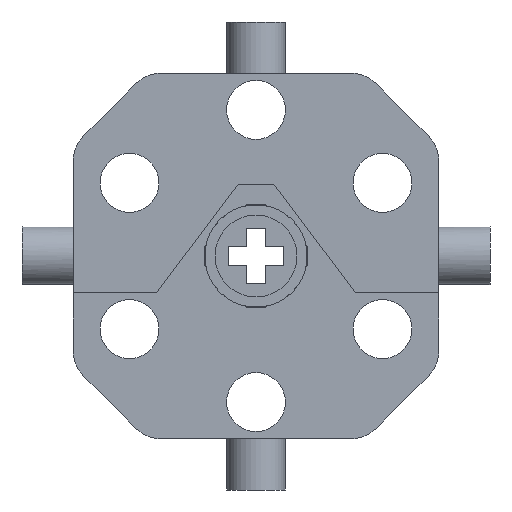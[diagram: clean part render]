
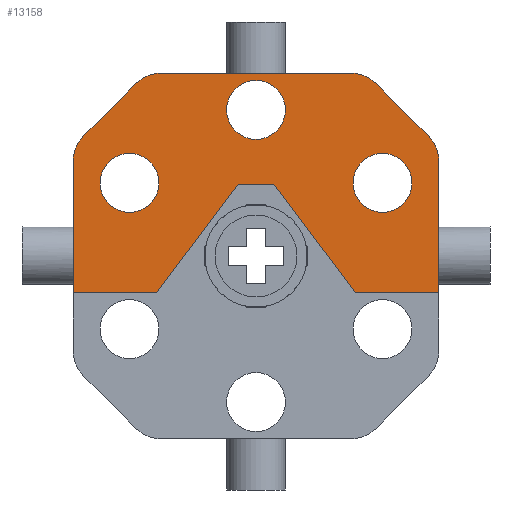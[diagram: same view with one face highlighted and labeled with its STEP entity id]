
A CAD part, front view. The second image highlights one B-rep face of the part: STEP entity #13158.
In plain terms, the highlighted planar face has unit normal (0, -1, 0).
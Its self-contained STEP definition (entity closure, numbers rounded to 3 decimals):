
#229=FACE_BOUND('',#1954,.T.);
#230=FACE_BOUND('',#1955,.T.);
#231=FACE_BOUND('',#1956,.T.);
#388=PLANE('',#13986);
#1224=FACE_OUTER_BOUND('',#1953,.T.);
#1953=EDGE_LOOP('',(#11510,#11511,#11512,#11513,#11514,#11515,#11516,#11517,
#11518,#11519,#11520,#11521,#11522,#11523));
#1954=EDGE_LOOP('',(#11524));
#1955=EDGE_LOOP('',(#11525));
#1956=EDGE_LOOP('',(#11526));
#2225=CIRCLE('',#13850,4.025);
#2227=CIRCLE('',#13854,4.025);
#2229=CIRCLE('',#13858,4.025);
#2233=CIRCLE('',#13940,5.);
#2234=CIRCLE('',#13987,5.);
#2235=CIRCLE('',#13988,5.);
#2236=CIRCLE('',#13989,5.);
#3539=LINE('',#34997,#4482);
#3638=LINE('',#35195,#4581);
#3641=LINE('',#35199,#4584);
#3643=LINE('',#35203,#4586);
#3644=LINE('',#35206,#4587);
#3646=LINE('',#35210,#4589);
#3648=LINE('',#35214,#4591);
#3649=LINE('',#35218,#4592);
#3650=LINE('',#35221,#4593);
#3651=LINE('',#35223,#4594);
#4482=VECTOR('',#15975,10.);
#4581=VECTOR('',#16140,10.);
#4584=VECTOR('',#16145,10.);
#4586=VECTOR('',#16149,10.);
#4587=VECTOR('',#16152,10.);
#4589=VECTOR('',#16156,10.);
#4591=VECTOR('',#16160,10.);
#4592=VECTOR('',#16163,10.);
#4593=VECTOR('',#16166,10.);
#4594=VECTOR('',#16167,10.);
#5797=VERTEX_POINT('',#32074);
#5799=VERTEX_POINT('',#32082);
#5801=VERTEX_POINT('',#32090);
#5913=VERTEX_POINT('',#34957);
#5914=VERTEX_POINT('',#34959);
#5923=VERTEX_POINT('',#34995);
#5924=VERTEX_POINT('',#34996);
#5989=VERTEX_POINT('',#35193);
#5990=VERTEX_POINT('',#35194);
#5991=VERTEX_POINT('',#35201);
#5992=VERTEX_POINT('',#35205);
#5993=VERTEX_POINT('',#35209);
#5994=VERTEX_POINT('',#35213);
#5995=VERTEX_POINT('',#35215);
#5996=VERTEX_POINT('',#35217);
#5997=VERTEX_POINT('',#35219);
#5998=VERTEX_POINT('',#35222);
#7574=EDGE_CURVE('',#5797,#5797,#2225,.T.);
#7578=EDGE_CURVE('',#5799,#5799,#2227,.T.);
#7582=EDGE_CURVE('',#5801,#5801,#2229,.T.);
#7754=EDGE_CURVE('',#5914,#5913,#2233,.T.);
#7773=EDGE_CURVE('',#5923,#5924,#3539,.T.);
#7872=EDGE_CURVE('',#5989,#5990,#3638,.T.);
#7875=EDGE_CURVE('',#5990,#5923,#3641,.T.);
#7877=EDGE_CURVE('',#5924,#5991,#3643,.T.);
#7878=EDGE_CURVE('',#5992,#5989,#3644,.T.);
#7880=EDGE_CURVE('',#5993,#5992,#3646,.T.);
#7882=EDGE_CURVE('',#5991,#5994,#3648,.T.);
#7883=EDGE_CURVE('',#5994,#5995,#2234,.T.);
#7884=EDGE_CURVE('',#5995,#5996,#3649,.T.);
#7885=EDGE_CURVE('',#5996,#5997,#2235,.T.);
#7886=EDGE_CURVE('',#5997,#5914,#3650,.T.);
#7887=EDGE_CURVE('',#5913,#5998,#3651,.T.);
#7888=EDGE_CURVE('',#5998,#5993,#2236,.T.);
#11510=ORIENTED_EDGE('',*,*,#7878,.T.);
#11511=ORIENTED_EDGE('',*,*,#7872,.T.);
#11512=ORIENTED_EDGE('',*,*,#7875,.T.);
#11513=ORIENTED_EDGE('',*,*,#7773,.T.);
#11514=ORIENTED_EDGE('',*,*,#7877,.T.);
#11515=ORIENTED_EDGE('',*,*,#7882,.T.);
#11516=ORIENTED_EDGE('',*,*,#7883,.T.);
#11517=ORIENTED_EDGE('',*,*,#7884,.T.);
#11518=ORIENTED_EDGE('',*,*,#7885,.T.);
#11519=ORIENTED_EDGE('',*,*,#7886,.T.);
#11520=ORIENTED_EDGE('',*,*,#7754,.T.);
#11521=ORIENTED_EDGE('',*,*,#7887,.T.);
#11522=ORIENTED_EDGE('',*,*,#7888,.T.);
#11523=ORIENTED_EDGE('',*,*,#7880,.T.);
#11524=ORIENTED_EDGE('',*,*,#7574,.T.);
#11525=ORIENTED_EDGE('',*,*,#7582,.T.);
#11526=ORIENTED_EDGE('',*,*,#7578,.T.);
#13158=ADVANCED_FACE('',(#1224,#229,#230,#231),#388,.F.);
#13850=AXIS2_PLACEMENT_3D('',#32076,#15737,#15738);
#13854=AXIS2_PLACEMENT_3D('',#32084,#15747,#15748);
#13858=AXIS2_PLACEMENT_3D('',#32092,#15757,#15758);
#13940=AXIS2_PLACEMENT_3D('',#34960,#15939,#15940);
#13986=AXIS2_PLACEMENT_3D('',#35212,#16158,#16159);
#13987=AXIS2_PLACEMENT_3D('',#35216,#16161,#16162);
#13988=AXIS2_PLACEMENT_3D('',#35220,#16164,#16165);
#13989=AXIS2_PLACEMENT_3D('',#35224,#16168,#16169);
#15737=DIRECTION('center_axis',(0.,1.,0.));
#15738=DIRECTION('ref_axis',(1.,0.,0.));
#15747=DIRECTION('center_axis',(0.,1.,0.));
#15748=DIRECTION('ref_axis',(1.,0.,0.));
#15757=DIRECTION('center_axis',(0.,1.,0.));
#15758=DIRECTION('ref_axis',(1.,0.,0.));
#15939=DIRECTION('center_axis',(0.,-1.,0.));
#15940=DIRECTION('ref_axis',(-0.707,0.,0.707));
#15975=DIRECTION('',(0.602,0.,-0.799));
#16140=DIRECTION('',(0.602,0.,0.799));
#16145=DIRECTION('',(1.,0.,0.));
#16149=DIRECTION('',(1.,0.,0.));
#16152=DIRECTION('',(1.,0.,0.));
#16156=DIRECTION('',(0.,0.,-1.));
#16158=DIRECTION('center_axis',(0.,1.,0.));
#16159=DIRECTION('ref_axis',(1.,0.,0.));
#16160=DIRECTION('',(0.,0.,1.));
#16161=DIRECTION('center_axis',(0.,-1.,0.));
#16162=DIRECTION('ref_axis',(0.707,0.,0.707));
#16163=DIRECTION('',(-0.707,0.,0.707));
#16164=DIRECTION('center_axis',(0.,-1.,0.));
#16165=DIRECTION('ref_axis',(0.,0.,1.));
#16166=DIRECTION('',(-1.,0.,0.));
#16167=DIRECTION('',(-0.707,0.,-0.707));
#16168=DIRECTION('center_axis',(0.,-1.,0.));
#16169=DIRECTION('ref_axis',(-1.,0.,0.));
#32074=CARTESIAN_POINT('',(-4.025,-5.,19.975));
#32076=CARTESIAN_POINT('Origin',(0.,-5.,19.975));
#32082=CARTESIAN_POINT('',(-21.324,-5.,9.987));
#32084=CARTESIAN_POINT('Origin',(-17.299,-5.,9.987));
#32090=CARTESIAN_POINT('',(13.274,-5.,9.988));
#32092=CARTESIAN_POINT('Origin',(17.299,-5.,9.988));
#34957=CARTESIAN_POINT('',(-16.464,-5.,23.536));
#34959=CARTESIAN_POINT('',(-12.929,-5.,25.));
#34960=CARTESIAN_POINT('Origin',(-12.929,-5.,20.));
#34995=CARTESIAN_POINT('',(2.459,-5.,9.781));
#34996=CARTESIAN_POINT('',(13.597,-5.,-5.));
#34997=CARTESIAN_POINT('',(4.364,-5.,7.252));
#35193=CARTESIAN_POINT('',(-13.597,-5.,-5.));
#35194=CARTESIAN_POINT('',(-2.459,-5.,9.781));
#35195=CARTESIAN_POINT('',(-9.933,-5.,-0.138));
#35199=CARTESIAN_POINT('',(-1.229,-5.,9.781));
#35201=CARTESIAN_POINT('',(25.,-5.,-5.));
#35203=CARTESIAN_POINT('',(6.798,-5.,-5.));
#35205=CARTESIAN_POINT('',(-25.,-5.,-5.));
#35206=CARTESIAN_POINT('',(-18.988,-5.,-5.));
#35209=CARTESIAN_POINT('',(-25.,-5.,12.929));
#35210=CARTESIAN_POINT('',(-25.,-5.,-25.));
#35212=CARTESIAN_POINT('Origin',(0.,-5.,0.));
#35213=CARTESIAN_POINT('',(25.,-5.,12.929));
#35214=CARTESIAN_POINT('',(25.,-5.,25.));
#35215=CARTESIAN_POINT('',(23.536,-5.,16.464));
#35216=CARTESIAN_POINT('Origin',(20.,-5.,12.929));
#35217=CARTESIAN_POINT('',(16.464,-5.,23.536));
#35218=CARTESIAN_POINT('',(16.464,-5.,23.536));
#35219=CARTESIAN_POINT('',(12.929,-5.,25.));
#35220=CARTESIAN_POINT('Origin',(12.929,-5.,20.));
#35221=CARTESIAN_POINT('',(-12.929,-5.,25.));
#35222=CARTESIAN_POINT('',(-23.536,-5.,16.464));
#35223=CARTESIAN_POINT('',(-23.536,-5.,16.464));
#35224=CARTESIAN_POINT('Origin',(-20.,-5.,12.929));
